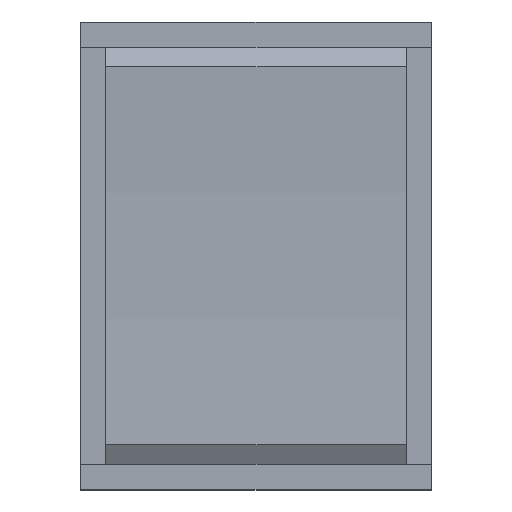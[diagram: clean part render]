
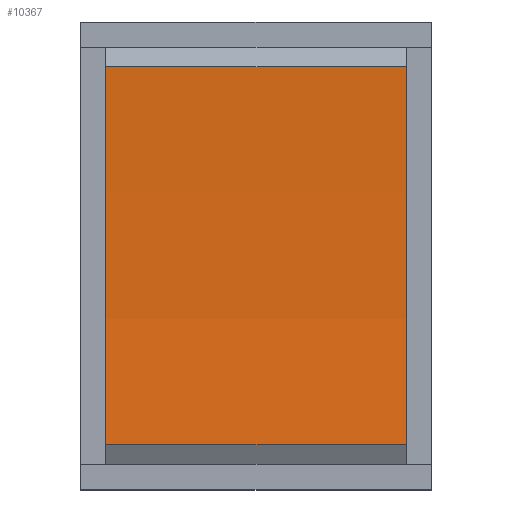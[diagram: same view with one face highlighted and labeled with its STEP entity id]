
A CAD part, top view. The second image highlights one B-rep face of the part: STEP entity #10367.
In plain terms, the highlighted cylindrical face has radius 156.967 mm (diameter 313.933 mm), a partial arc.
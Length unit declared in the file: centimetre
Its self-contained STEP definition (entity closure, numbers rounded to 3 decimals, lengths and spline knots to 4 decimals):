
#221=CYLINDRICAL_SURFACE('',#10934,15.6967);
#263=CIRCLE('',#10935,15.6967);
#264=CIRCLE('',#10936,15.6967);
#548=FACE_OUTER_BOUND('',#1098,.T.);
#1098=EDGE_LOOP('',(#7145,#7146,#7147,#7148));
#1872=LINE('',#14754,#3116);
#1873=LINE('',#14757,#3117);
#3116=VECTOR('',#11984,1.);
#3117=VECTOR('',#11987,1.);
#4283=VERTEX_POINT('',#14750);
#4284=VERTEX_POINT('',#14751);
#4285=VERTEX_POINT('',#14753);
#4286=VERTEX_POINT('',#14755);
#5399=EDGE_CURVE('',#4283,#4284,#263,.T.);
#5400=EDGE_CURVE('',#4285,#4283,#1872,.T.);
#5401=EDGE_CURVE('',#4286,#4285,#264,.T.);
#5402=EDGE_CURVE('',#4284,#4286,#1873,.T.);
#7145=ORIENTED_EDGE('',*,*,#5399,.F.);
#7146=ORIENTED_EDGE('',*,*,#5400,.F.);
#7147=ORIENTED_EDGE('',*,*,#5401,.F.);
#7148=ORIENTED_EDGE('',*,*,#5402,.F.);
#10367=ADVANCED_FACE('',(#548),#221,.F.);
#10934=AXIS2_PLACEMENT_3D('',#14749,#11980,#11981);
#10935=AXIS2_PLACEMENT_3D('',#14752,#11982,#11983);
#10936=AXIS2_PLACEMENT_3D('',#14756,#11985,#11986);
#11980=DIRECTION('center_axis',(1.,0.,0.));
#11981=DIRECTION('ref_axis',(0.,0.062,-0.998));
#11982=DIRECTION('center_axis',(-1.,0.,0.));
#11983=DIRECTION('ref_axis',(0.,0.062,-0.998));
#11984=DIRECTION('',(1.,0.,0.));
#11985=DIRECTION('center_axis',(1.,0.,0.));
#11986=DIRECTION('ref_axis',(0.,0.062,-0.998));
#11987=DIRECTION('',(-1.,0.,0.));
#14749=CARTESIAN_POINT('Origin',(-0.77,0.,
19.0817));
#14750=CARTESIAN_POINT('',(0.77,0.97,3.415));
#14751=CARTESIAN_POINT('',(0.77,-0.97,3.415));
#14752=CARTESIAN_POINT('Origin',(0.77,0.,
19.0817));
#14753=CARTESIAN_POINT('',(-0.77,0.97,3.415));
#14754=CARTESIAN_POINT('',(-0.385,0.97,3.415));
#14755=CARTESIAN_POINT('',(-0.77,-0.97,3.415));
#14756=CARTESIAN_POINT('Origin',(-0.77,0.,
19.0817));
#14757=CARTESIAN_POINT('',(0.385,-0.97,3.415));
